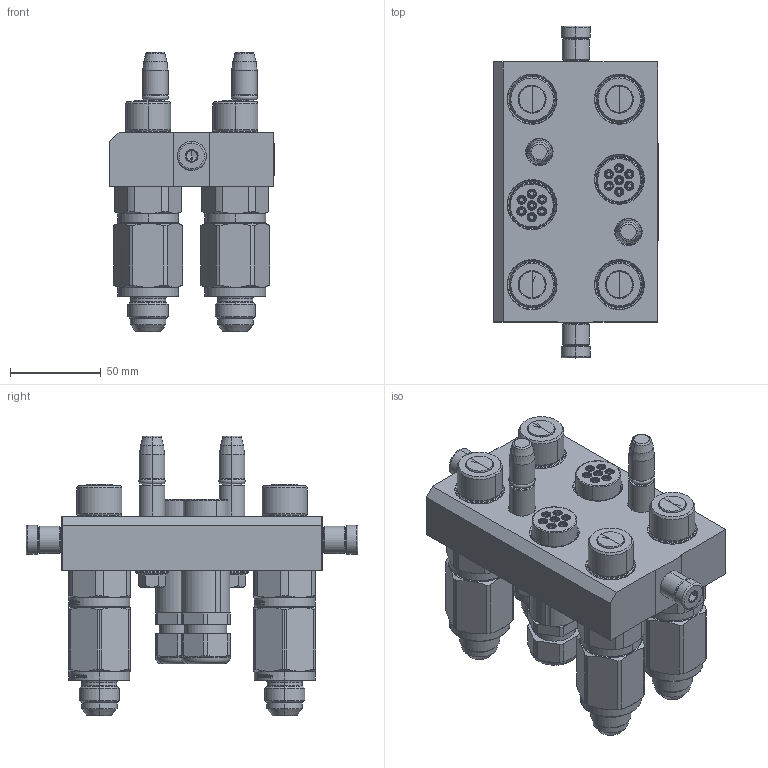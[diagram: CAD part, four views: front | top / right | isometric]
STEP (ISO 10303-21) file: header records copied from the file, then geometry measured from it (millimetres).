
FILE_DESCRIPTION (( 'STEP AP214' ), '1' );
FILE_NAME ('FASTER.step', '2024-05-09T14:05:19', ( '' ), ( '' ), 'SwSTEP 2.0', 'SolidWorks 2017', '' );
FILE_SCHEMA (( 'AUTOMOTIVE_DESIGN' ));
Length unit declared in the file: millimetre
Products named in the file (14): 4830_021_0000_000; or2_62x9_19_m; 4830_028_1000_011; 4830_013_3000_030; et002; FASTER; P608_M_BASE; 3ffnp1213_58sm; corspel08-7_m; 1540_080_0008_000; 4850_010_0000_010; 4830_044_0000_000; conn_7p_m
Assembly tree (24 placements, depth 3):
  FASTER
    P608_M_BASE
      4850_010_0000_010
      4830_021_0000_000  x2
      4830_013_3000_030  x2
      4830_028_1000_011  x2
      1540_080_0008_000  x2
      or2_62x9_19_m  x2
    3ffnp1213_58sm  x4
      3ffnp1213_58sm
    conn_7p_m  x2
      4830_044_0000_000
      corspel08-7_m
    et002
Bounding box: 90.3 x 182.6 x 153.7 mm (x, y, z)
Volume: 2873.9 mm3; surface area: 170380.1 mm2
Topology: 5 solids, 88 shells, 2965 faces, 8567 edges, 5622 vertices
Faces by surface type: plane 1572, cylinder 625, cone 450, torus 192, bspline 114, sphere 12
Entity records: 64797 total; most frequent: CARTESIAN_POINT 15824, ORIENTED_EDGE 9054, DIRECTION 8591, EDGE_CURVE 4757, VECTOR 3311, LINE 3311, VERTEX_POINT 3119, AXIS2_PLACEMENT_3D 2640
